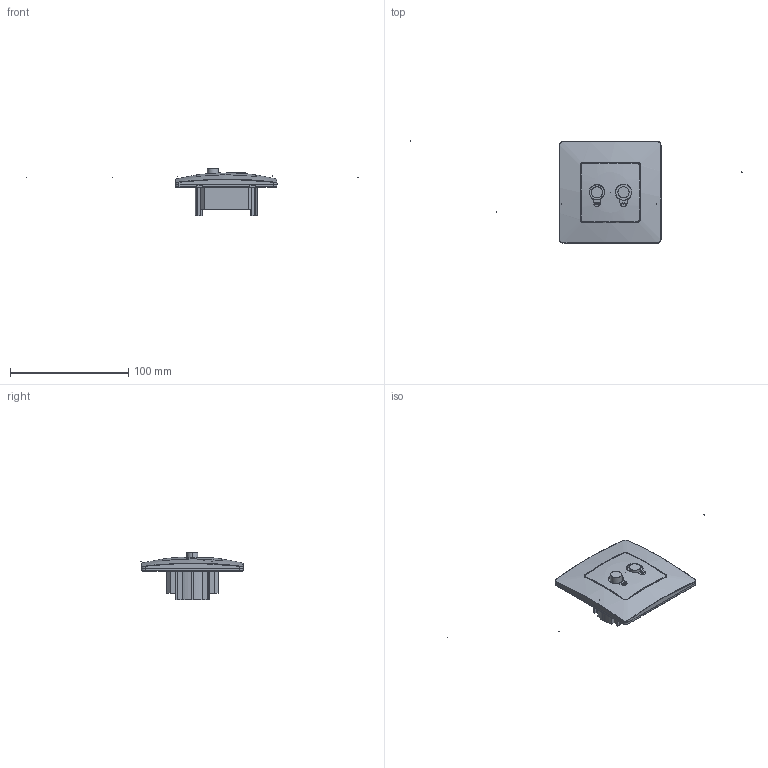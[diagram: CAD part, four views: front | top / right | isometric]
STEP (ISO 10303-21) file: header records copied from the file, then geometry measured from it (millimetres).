
FILE_DESCRIPTION (( 'STEP AP203' ), '1' );
FILE_NAME ('Rozetka_TV_SET.STEP', '2025-06-26T07:33:59', ( '' ), ( '' ), 'SwSTEP 2.0', 'SolidWorks 2022', '' );
FILE_SCHEMA (( 'CONFIG_CONTROL_DESIGN' ));
Length unit declared in the file: millimetre
Products named in the file (1): Rozetka_TV_SET
Bounding box: 281.11 x 86.66 x 40.45 mm (x, y, z)
Surface area: 26167.2 mm2 (no closed solid volume)
Topology: 0 solids, 26 shells, 599 faces, 1603 edges, 1052 vertices
Faces by surface type: plane 250, bspline 207, cylinder 66, cone 34, sphere 32, torus 10
Entity records: 33992 total; most frequent: CARTESIAN_POINT 22896, ORIENTED_EDGE 3138, EDGE_CURVE 1595, B_SPLINE_CURVE_WITH_KNOTS 1560, VERTEX_POINT 1047, DIRECTION 802, EDGE_LOOP 627, ADVANCED_FACE 599
